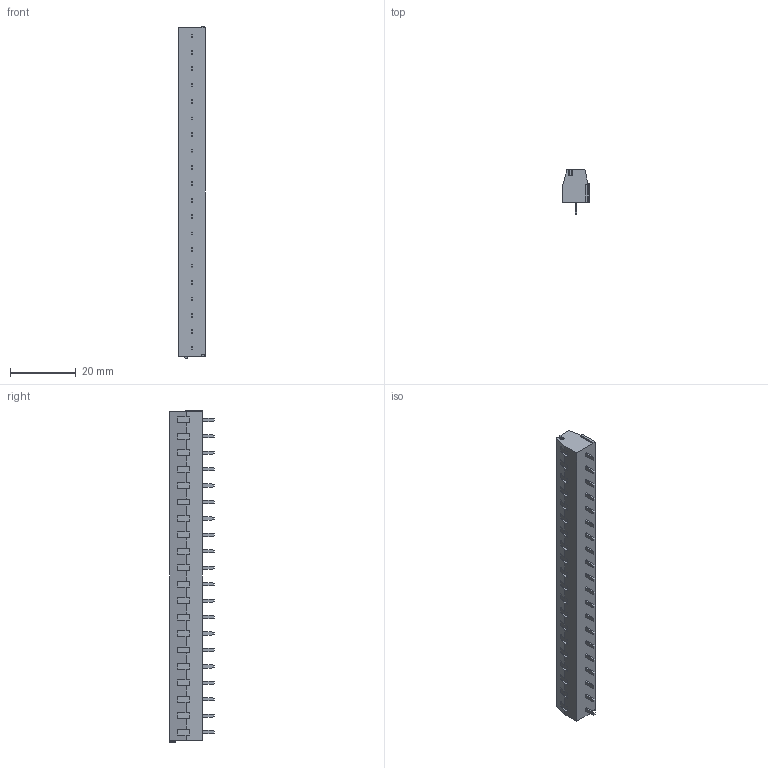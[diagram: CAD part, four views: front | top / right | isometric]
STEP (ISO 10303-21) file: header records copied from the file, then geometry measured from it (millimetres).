
FILE_DESCRIPTION((''),'2;1');
FILE_NAME('PRT0001','2025-04-02T',('sj'),(''),'PRO/ENGINEER BY PARAMETRIC TECHNOLOGY CORPORATION, 2013240','PRO/ENGINEER BY PARAMETRIC TECHNOLOGY CORPORATION, 2013240','');
FILE_SCHEMA(('AUTOMOTIVE_DESIGN_CC2 { 1 2 10303 214 -1 1 5 2 }'));
Length unit declared in the file: millimetre
Products named in the file (1): PRT0001
Bounding box: 8.1 x 13.65 x 101 mm (x, y, z)
Volume: 6726 mm3; surface area: 5116.6 mm2
Topology: 1 solids, 1 shells, 840 faces, 2134 edges, 1356 vertices
Faces by surface type: plane 545, cylinder 175, cone 120
Entity records: 24988 total; most frequent: CARTESIAN_POINT 4330, DIRECTION 4284, ORIENTED_EDGE 4268, EDGE_CURVE 2134, VECTOR 1664, LINE 1664, VERTEX_POINT 1356, AXIS2_PLACEMENT_3D 1310
